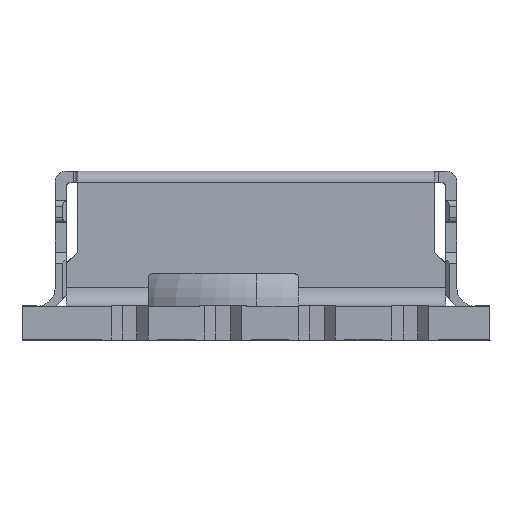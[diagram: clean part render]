
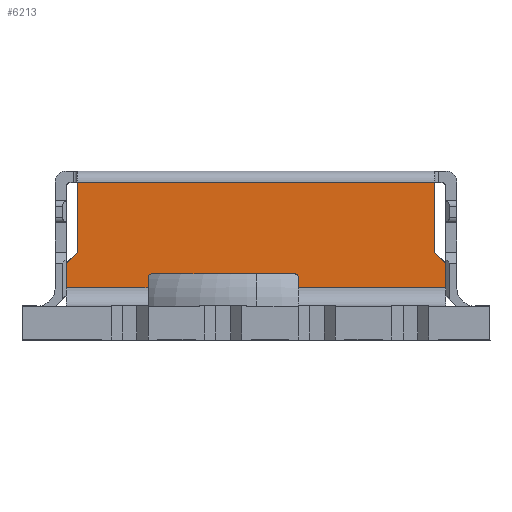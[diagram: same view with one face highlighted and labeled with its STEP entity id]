
A CAD part, top view. The second image highlights one B-rep face of the part: STEP entity #6213.
In plain terms, the highlighted planar face has unit normal (0, 0, 1).
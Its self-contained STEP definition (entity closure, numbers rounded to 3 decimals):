
#99 = EDGE_CURVE ( 'NONE', #10045, #21091, #23590, .T. ) ;
#181 = CARTESIAN_POINT ( 'NONE',  ( 5.15, 2.07, 5.45 ) ) ;
#674 = CARTESIAN_POINT ( 'NONE',  ( 1.15, 1.68, 5.45 ) ) ;
#1025 = DIRECTION ( 'NONE',  ( 0.707, 0.707, 0. ) ) ;
#1061 = CIRCLE ( 'NONE', #11576, 0.1 ) ;
#1135 = CARTESIAN_POINT ( 'NONE',  ( 1.15, 1.4, 5.45 ) ) ;
#1143 = EDGE_CURVE ( 'NONE', #5993, #1861, #18581, .T. ) ;
#1154 = DIRECTION ( 'NONE',  ( 1., 0., 0. ) ) ;
#1410 = EDGE_CURVE ( 'NONE', #11810, #21544, #18912, .T. ) ;
#1684 = LINE ( 'NONE', #4084, #4472 ) ;
#1861 = VERTEX_POINT ( 'NONE', #674 ) ;
#2760 = DIRECTION ( 'NONE',  ( 0., 0., 1. ) ) ;
#3550 = CARTESIAN_POINT ( 'NONE',  ( -2.93, 1.68, 5.45 ) ) ;
#3796 = VERTEX_POINT ( 'NONE', #14473 ) ;
#3831 = ORIENTED_EDGE ( 'NONE', *, *, #23202, .T. ) ;
#4084 = CARTESIAN_POINT ( 'NONE',  ( -4.85, 4.57, 5.45 ) ) ;
#4185 = EDGE_LOOP ( 'NONE', ( #13162, #9877, #5580, #22228, #15964, #4778, #15743, #3831, #8531, #5948, #18416, #4295, #7765, #13197 ) ) ;
#4295 = ORIENTED_EDGE ( 'NONE', *, *, #22101, .T. ) ;
#4425 = VECTOR ( 'NONE', #1154, 1000. ) ;
#4472 = VECTOR ( 'NONE', #7367, 1000. ) ;
#4778 = ORIENTED_EDGE ( 'NONE', *, *, #8061, .F. ) ;
#5041 = LINE ( 'NONE', #19436, #11875 ) ;
#5072 = LINE ( 'NONE', #9115, #21360 ) ;
#5343 = VERTEX_POINT ( 'NONE', #18125 ) ;
#5580 = ORIENTED_EDGE ( 'NONE', *, *, #99, .F. ) ;
#5696 = DIRECTION ( 'NONE',  ( -1., 0., 0. ) ) ;
#5713 = VERTEX_POINT ( 'NONE', #16329 ) ;
#5948 = ORIENTED_EDGE ( 'NONE', *, *, #15538, .F. ) ;
#5993 = VERTEX_POINT ( 'NONE', #1135 ) ;
#6196 = VECTOR ( 'NONE', #14662, 1000. ) ;
#6213 = ADVANCED_FACE ( 'NONE', ( #9861 ), #17556, .F. ) ;
#6307 = CARTESIAN_POINT ( 'NONE',  ( -2.93, 1.68, 5.45 ) ) ;
#6685 = VECTOR ( 'NONE', #11622, 1000. ) ;
#6963 = CARTESIAN_POINT ( 'NONE',  ( 1.15, 0.9, 5.45 ) ) ;
#7031 = CIRCLE ( 'NONE', #17538, 0.1 ) ;
#7146 = CARTESIAN_POINT ( 'NONE',  ( 1.05, 1.68, 5.45 ) ) ;
#7367 = DIRECTION ( 'NONE',  ( 0., -1., 0. ) ) ;
#7495 = EDGE_CURVE ( 'NONE', #5343, #19830, #22067, .T. ) ;
#7765 = ORIENTED_EDGE ( 'NONE', *, *, #11794, .T. ) ;
#7963 = DIRECTION ( 'NONE',  ( 0., 0., -1. ) ) ;
#8061 = EDGE_CURVE ( 'NONE', #1861, #12769, #7031, .T. ) ;
#8111 = LINE ( 'NONE', #11791, #15611 ) ;
#8338 = DIRECTION ( 'NONE',  ( 0., -1., 0. ) ) ;
#8531 = ORIENTED_EDGE ( 'NONE', *, *, #1410, .F. ) ;
#8843 = EDGE_CURVE ( 'NONE', #12769, #14022, #5041, .T. ) ;
#9115 = CARTESIAN_POINT ( 'NONE',  ( -4.85, 4.27, 5.45 ) ) ;
#9319 = CARTESIAN_POINT ( 'NONE',  ( -5.15, 1.4, 5.45 ) ) ;
#9861 = FACE_OUTER_BOUND ( 'NONE', #4185, .T. ) ;
#9877 = ORIENTED_EDGE ( 'NONE', *, *, #22084, .T. ) ;
#9982 = CARTESIAN_POINT ( 'NONE',  ( -5.15, 4.27, 5.45 ) ) ;
#10045 = VERTEX_POINT ( 'NONE', #3550 ) ;
#10458 = DIRECTION ( 'NONE',  ( 1., 0., 0. ) ) ;
#10653 = AXIS2_PLACEMENT_3D ( 'NONE', #9982, #7963, #5696 ) ;
#10807 = DIRECTION ( 'NONE',  ( 0., 0., 1. ) ) ;
#10833 = CARTESIAN_POINT ( 'NONE',  ( 5.15, 4.27, 5.45 ) ) ;
#11090 = LINE ( 'NONE', #9319, #18527 ) ;
#11576 = AXIS2_PLACEMENT_3D ( 'NONE', #17789, #2760, #10458 ) ;
#11622 = DIRECTION ( 'NONE',  ( 0., -1., 0. ) ) ;
#11777 = VECTOR ( 'NONE', #21156, 1000. ) ;
#11791 = CARTESIAN_POINT ( 'NONE',  ( 4.85, 2.37, 5.45 ) ) ;
#11794 = EDGE_CURVE ( 'NONE', #21453, #12131, #1684, .T. ) ;
#11810 = VERTEX_POINT ( 'NONE', #181 ) ;
#11875 = VECTOR ( 'NONE', #21451, 1000. ) ;
#12131 = VERTEX_POINT ( 'NONE', #19652 ) ;
#12267 = VECTOR ( 'NONE', #8338, 1000. ) ;
#12412 = EDGE_CURVE ( 'NONE', #3796, #5713, #20386, .T. ) ;
#12769 = VERTEX_POINT ( 'NONE', #13564 ) ;
#13162 = ORIENTED_EDGE ( 'NONE', *, *, #7495, .T. ) ;
#13197 = ORIENTED_EDGE ( 'NONE', *, *, #24304, .F. ) ;
#13564 = CARTESIAN_POINT ( 'NONE',  ( 1.05, 1.78, 5.45 ) ) ;
#14022 = VERTEX_POINT ( 'NONE', #14178 ) ;
#14178 = CARTESIAN_POINT ( 'NONE',  ( -2.83, 1.78, 5.45 ) ) ;
#14473 = CARTESIAN_POINT ( 'NONE',  ( 4.85, 4.27, 5.45 ) ) ;
#14535 = DIRECTION ( 'NONE',  ( -1., 0., 0. ) ) ;
#14617 = DIRECTION ( 'NONE',  ( 0., -1., 0. ) ) ;
#14662 = DIRECTION ( 'NONE',  ( 0., 1., 0. ) ) ;
#14838 = DIRECTION ( 'NONE',  ( 1., 0., 0. ) ) ;
#15538 = EDGE_CURVE ( 'NONE', #5713, #11810, #8111, .T. ) ;
#15611 = VECTOR ( 'NONE', #24893, 1000. ) ;
#15743 = ORIENTED_EDGE ( 'NONE', *, *, #1143, .F. ) ;
#15964 = ORIENTED_EDGE ( 'NONE', *, *, #8843, .F. ) ;
#16054 = CARTESIAN_POINT ( 'NONE',  ( -2.93, 1.4, 5.45 ) ) ;
#16274 = CARTESIAN_POINT ( 'NONE',  ( -5.15, 4.27, 5.45 ) ) ;
#16329 = CARTESIAN_POINT ( 'NONE',  ( 4.85, 2.37, 5.45 ) ) ;
#17230 = EDGE_CURVE ( 'NONE', #14022, #10045, #1061, .T. ) ;
#17435 = CARTESIAN_POINT ( 'NONE',  ( -4.85, 4.27, 5.45 ) ) ;
#17538 = AXIS2_PLACEMENT_3D ( 'NONE', #7146, #10807, #14838 ) ;
#17556 = PLANE ( 'NONE',  #10653 ) ;
#17789 = CARTESIAN_POINT ( 'NONE',  ( -2.83, 1.68, 5.45 ) ) ;
#18125 = CARTESIAN_POINT ( 'NONE',  ( -5.15, 2.07, 5.45 ) ) ;
#18416 = ORIENTED_EDGE ( 'NONE', *, *, #12412, .F. ) ;
#18449 = CARTESIAN_POINT ( 'NONE',  ( -5.15, 1.4, 5.45 ) ) ;
#18454 = CARTESIAN_POINT ( 'NONE',  ( -5.15, 1.4, 5.45 ) ) ;
#18527 = VECTOR ( 'NONE', #20411, 1000. ) ;
#18581 = LINE ( 'NONE', #6963, #6196 ) ;
#18629 = CARTESIAN_POINT ( 'NONE',  ( 4.85, 4.57, 5.45 ) ) ;
#18825 = LINE ( 'NONE', #18449, #4425 ) ;
#18912 = LINE ( 'NONE', #10833, #19126 ) ;
#19018 = VECTOR ( 'NONE', #1025, 1000. ) ;
#19126 = VECTOR ( 'NONE', #14617, 1000. ) ;
#19436 = CARTESIAN_POINT ( 'NONE',  ( 1.05, 1.78, 5.45 ) ) ;
#19652 = CARTESIAN_POINT ( 'NONE',  ( -4.85, 2.37, 5.45 ) ) ;
#19830 = VERTEX_POINT ( 'NONE', #18454 ) ;
#20386 = LINE ( 'NONE', #18629, #11777 ) ;
#20411 = DIRECTION ( 'NONE',  ( 1., 0., 0. ) ) ;
#21091 = VERTEX_POINT ( 'NONE', #16054 ) ;
#21156 = DIRECTION ( 'NONE',  ( 0., -1., 0. ) ) ;
#21360 = VECTOR ( 'NONE', #14535, 1000. ) ;
#21451 = DIRECTION ( 'NONE',  ( -1., 0., 0. ) ) ;
#21453 = VERTEX_POINT ( 'NONE', #17435 ) ;
#21544 = VERTEX_POINT ( 'NONE', #22690 ) ;
#22067 = LINE ( 'NONE', #16274, #12267 ) ;
#22084 = EDGE_CURVE ( 'NONE', #19830, #21091, #18825, .T. ) ;
#22101 = EDGE_CURVE ( 'NONE', #3796, #21453, #5072, .T. ) ;
#22220 = LINE ( 'NONE', #24229, #19018 ) ;
#22228 = ORIENTED_EDGE ( 'NONE', *, *, #17230, .F. ) ;
#22690 = CARTESIAN_POINT ( 'NONE',  ( 5.15, 1.4, 5.45 ) ) ;
#23202 = EDGE_CURVE ( 'NONE', #5993, #21544, #11090, .T. ) ;
#23590 = LINE ( 'NONE', #6307, #6685 ) ;
#24229 = CARTESIAN_POINT ( 'NONE',  ( -4.85, 2.37, 5.45 ) ) ;
#24304 = EDGE_CURVE ( 'NONE', #5343, #12131, #22220, .T. ) ;
#24893 = DIRECTION ( 'NONE',  ( 0.707, -0.707, 0. ) ) ;
